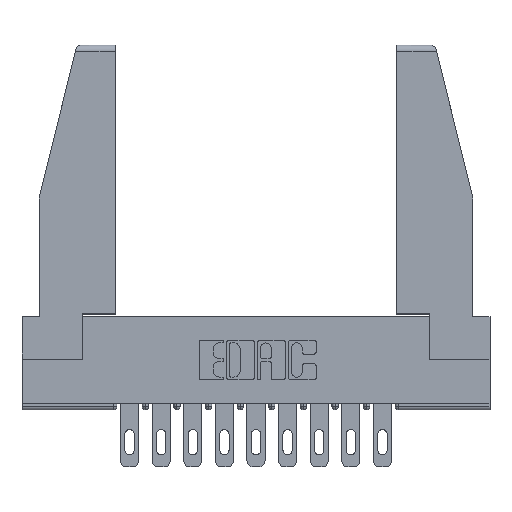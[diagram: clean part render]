
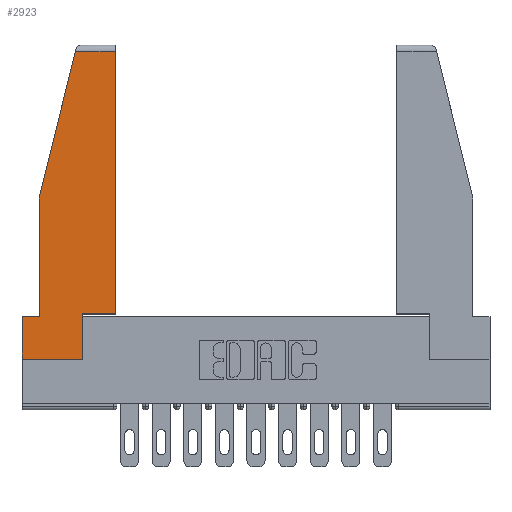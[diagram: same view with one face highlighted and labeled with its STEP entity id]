
A CAD part, top view. The second image highlights one B-rep face of the part: STEP entity #2923.
In plain terms, the highlighted planar face has unit normal (0, 0, 1).
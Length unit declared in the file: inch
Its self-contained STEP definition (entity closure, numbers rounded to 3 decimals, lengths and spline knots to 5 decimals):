
#130 = CARTESIAN_POINT ( 'NONE',  ( 0.461, 0.223, 0. ) ) ;
#336 = DIRECTION ( 'NONE',  ( -1., 0., 0. ) ) ;
#442 = VECTOR ( 'NONE', #3670, 39.37008 ) ;
#771 = DIRECTION ( 'NONE',  ( 1., 0., 0. ) ) ;
#1349 = EDGE_CURVE ( 'NONE', #12915, #8368, #6797, .T. ) ;
#1764 = CARTESIAN_POINT ( 'NONE',  ( 0., 0.21, 0. ) ) ;
#2398 = CARTESIAN_POINT ( 'NONE',  ( 0., 0.21, 0. ) ) ;
#2757 = VERTEX_POINT ( 'NONE', #7265 ) ;
#2917 = CARTESIAN_POINT ( 'NONE',  ( 0., 0., 0. ) ) ;
#2923 = ADVANCED_FACE ( 'NONE', ( #3616 ), #7979, .T. ) ;
#2970 = VECTOR ( 'NONE', #7321, 39.37008 ) ;
#2996 = CARTESIAN_POINT ( 'NONE',  ( 0.297, 0.223, 0. ) ) ;
#3521 = ORIENTED_EDGE ( 'NONE', *, *, #13689, .T. ) ;
#3527 = CARTESIAN_POINT ( 'NONE',  ( 0., 1.52, 0. ) ) ;
#3616 = FACE_OUTER_BOUND ( 'NONE', #6882, .T. ) ;
#3652 = ORIENTED_EDGE ( 'NONE', *, *, #10766, .T. ) ;
#3670 = DIRECTION ( 'NONE',  ( 0., -1., 0. ) ) ;
#3740 = CARTESIAN_POINT ( 'NONE',  ( 0.461, 1.52, 0. ) ) ;
#3759 = EDGE_CURVE ( 'NONE', #13377, #2757, #14571, .T. ) ;
#3998 = ORIENTED_EDGE ( 'NONE', *, *, #5489, .T. ) ;
#4185 = CARTESIAN_POINT ( 'NONE',  ( 0., 0.21, 0. ) ) ;
#5332 = DIRECTION ( 'NONE',  ( 0., 1., 0. ) ) ;
#5360 = DIRECTION ( 'NONE',  ( 1., 0., 0. ) ) ;
#5489 = EDGE_CURVE ( 'NONE', #8544, #12915, #5594, .T. ) ;
#5504 = EDGE_CURVE ( 'NONE', #2757, #7676, #7952, .T. ) ;
#5594 = LINE ( 'NONE', #7059, #10309 ) ;
#6246 = VERTEX_POINT ( 'NONE', #16239 ) ;
#6425 = LINE ( 'NONE', #6629, #10387 ) ;
#6619 = DIRECTION ( 'NONE',  ( -0.239, -0.971, 0. ) ) ;
#6629 = CARTESIAN_POINT ( 'NONE',  ( 0.297, 0., 0. ) ) ;
#6768 = ORIENTED_EDGE ( 'NONE', *, *, #7869, .T. ) ;
#6797 = LINE ( 'NONE', #9240, #12114 ) ;
#6882 = EDGE_LOOP ( 'NONE', ( #7300, #6768, #3998, #11960, #3521, #15376, #10475, #3652, #14714 ) ) ;
#7059 = CARTESIAN_POINT ( 'NONE',  ( 0.271, 1.55, 0. ) ) ;
#7265 = CARTESIAN_POINT ( 'NONE',  ( 0., 0., 0. ) ) ;
#7300 = ORIENTED_EDGE ( 'NONE', *, *, #14787, .T. ) ;
#7321 = DIRECTION ( 'NONE',  ( -1., 0., 0. ) ) ;
#7545 = VECTOR ( 'NONE', #8634, 39.37008 ) ;
#7676 = VERTEX_POINT ( 'NONE', #12806 ) ;
#7869 = EDGE_CURVE ( 'NONE', #8076, #8544, #8087, .T. ) ;
#7950 = LINE ( 'NONE', #2996, #7545 ) ;
#7952 = LINE ( 'NONE', #14174, #14236 ) ;
#7979 = PLANE ( 'NONE',  #9277 ) ;
#8076 = VERTEX_POINT ( 'NONE', #3740 ) ;
#8087 = LINE ( 'NONE', #3527, #2970 ) ;
#8368 = VERTEX_POINT ( 'NONE', #8659 ) ;
#8544 = VERTEX_POINT ( 'NONE', #9237 ) ;
#8634 = DIRECTION ( 'NONE',  ( 1., 0., 0. ) ) ;
#8659 = CARTESIAN_POINT ( 'NONE',  ( 0.086, 0.21, 0. ) ) ;
#9237 = CARTESIAN_POINT ( 'NONE',  ( 0.2636, 1.52, 0. ) ) ;
#9240 = CARTESIAN_POINT ( 'NONE',  ( 0.086, 0.8, 0. ) ) ;
#9277 = AXIS2_PLACEMENT_3D ( 'NONE', #2917, #12833, #5360 ) ;
#9806 = VERTEX_POINT ( 'NONE', #130 ) ;
#10309 = VECTOR ( 'NONE', #6619, 39.37008 ) ;
#10333 = DIRECTION ( 'NONE',  ( 0., 1., 0. ) ) ;
#10387 = VECTOR ( 'NONE', #10333, 39.37008 ) ;
#10475 = ORIENTED_EDGE ( 'NONE', *, *, #5504, .T. ) ;
#10766 = EDGE_CURVE ( 'NONE', #7676, #6246, #6425, .T. ) ;
#11621 = CARTESIAN_POINT ( 'NONE',  ( 0.461, 0.223, 0. ) ) ;
#11960 = ORIENTED_EDGE ( 'NONE', *, *, #1349, .T. ) ;
#12114 = VECTOR ( 'NONE', #14181, 39.37008 ) ;
#12763 = VECTOR ( 'NONE', #5332, 39.37008 ) ;
#12806 = CARTESIAN_POINT ( 'NONE',  ( 0.297, 0., 0. ) ) ;
#12833 = DIRECTION ( 'NONE',  ( 0., 0., 1. ) ) ;
#12915 = VERTEX_POINT ( 'NONE', #14375 ) ;
#13240 = EDGE_CURVE ( 'NONE', #6246, #9806, #7950, .T. ) ;
#13377 = VERTEX_POINT ( 'NONE', #1764 ) ;
#13579 = LINE ( 'NONE', #4185, #13801 ) ;
#13689 = EDGE_CURVE ( 'NONE', #8368, #13377, #13579, .T. ) ;
#13801 = VECTOR ( 'NONE', #336, 39.37008 ) ;
#14174 = CARTESIAN_POINT ( 'NONE',  ( 0., 0., 0. ) ) ;
#14181 = DIRECTION ( 'NONE',  ( 0., -1., 0. ) ) ;
#14236 = VECTOR ( 'NONE', #771, 39.37008 ) ;
#14375 = CARTESIAN_POINT ( 'NONE',  ( 0.086, 0.8, 0. ) ) ;
#14549 = LINE ( 'NONE', #11621, #12763 ) ;
#14571 = LINE ( 'NONE', #2398, #442 ) ;
#14714 = ORIENTED_EDGE ( 'NONE', *, *, #13240, .T. ) ;
#14787 = EDGE_CURVE ( 'NONE', #9806, #8076, #14549, .T. ) ;
#15376 = ORIENTED_EDGE ( 'NONE', *, *, #3759, .T. ) ;
#16239 = CARTESIAN_POINT ( 'NONE',  ( 0.297, 0.223, 0. ) ) ;
